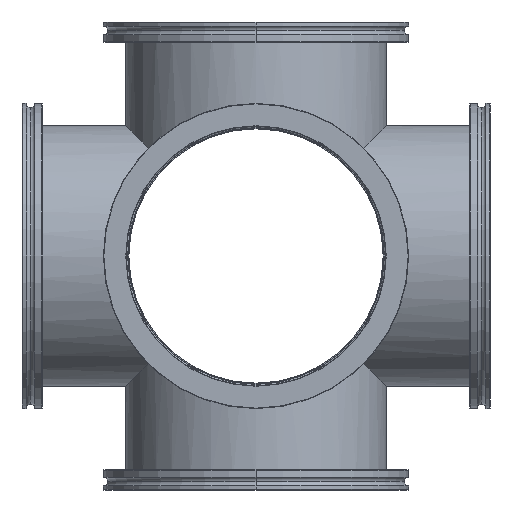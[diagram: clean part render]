
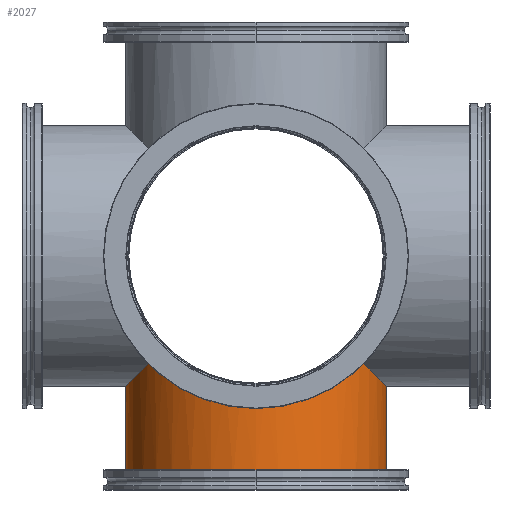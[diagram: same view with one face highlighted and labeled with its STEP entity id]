
A CAD part, front view. The second image highlights one B-rep face of the part: STEP entity #2027.
In plain terms, the highlighted cylindrical face has radius 77 mm (diameter 154 mm), a partial arc.
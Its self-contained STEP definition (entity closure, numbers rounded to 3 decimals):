
#27 = ORIENTED_EDGE ( 'NONE', *, *, #2336, .T. ) ;
#37 = CYLINDRICAL_SURFACE ( 'NONE', #545, 77. ) ;
#51 = VERTEX_POINT ( 'NONE', #884 ) ;
#84 = CARTESIAN_POINT ( 'NONE',  ( 39.814, -69.081, -69.081 ) ) ;
#142 = VERTEX_POINT ( 'NONE', #3004 ) ;
#181 = CARTESIAN_POINT ( 'NONE',  ( -39.814, -69.081, -69.081 ) ) ;
#183 = EDGE_CURVE ( 'NONE', #2144, #1562, #2499, .T. ) ;
#301 = CARTESIAN_POINT ( 'NONE',  ( 69.081, -39.814, -69.081 ) ) ;
#307 = CARTESIAN_POINT ( 'NONE',  ( 77., 0., -77. ) ) ;
#341 = CARTESIAN_POINT ( 'NONE',  ( 77., 0., 131.5 ) ) ;
#418 = CARTESIAN_POINT ( 'NONE',  ( -54.447, -54.447, -54.447 ) ) ;
#436 = DIRECTION ( 'NONE',  ( 0., 0., 1. ) ) ;
#500 = VERTEX_POINT ( 'NONE', #3209 ) ;
#518 = EDGE_CURVE ( 'NONE', #500, #1562, #2847, .T. ) ;
#545 = AXIS2_PLACEMENT_3D ( 'NONE', #2341, #2581, #1355 ) ;
#597 = EDGE_CURVE ( 'NONE', #2144, #51, #1837, .T. ) ;
#638 = CARTESIAN_POINT ( 'NONE',  ( -54.447, -54.447, -54.447 ) ) ;
#847 = AXIS2_PLACEMENT_3D ( 'NONE', #1931, #436, #2184 ) ;
#856 = CARTESIAN_POINT ( 'NONE',  ( 20.695, -77., -77. ) ) ;
#884 = CARTESIAN_POINT ( 'NONE',  ( -77., 0., -131.5 ) ) ;
#950 = CARTESIAN_POINT ( 'NONE',  ( -77., 0., -77. ) ) ;
#1000 = EDGE_CURVE ( 'NONE', #3069, #142, #2755, .T. ) ;
#1030 = DIRECTION ( 'NONE',  ( 0., 0., -1. ) ) ;
#1083 = CARTESIAN_POINT ( 'NONE',  ( 54.447, -54.447, -54.447 ) ) ;
#1125 = EDGE_LOOP ( 'NONE', ( #1791, #1941, #27, #1161, #2016, #1981, #1874 ) ) ;
#1161 = ORIENTED_EDGE ( 'NONE', *, *, #518, .T. ) ;
#1301 = CARTESIAN_POINT ( 'NONE',  ( 54.447, -54.447, -54.447 ) ) ;
#1355 = DIRECTION ( 'NONE',  ( -1., 0., 0. ) ) ;
#1411 = CARTESIAN_POINT ( 'NONE',  ( -77., -20.695, -77. ) ) ;
#1428 =( BOUNDED_CURVE ( )  B_SPLINE_CURVE ( 3, ( #1083, #84, #856, #2584 ),
 .UNSPECIFIED., .F., .F. ) 
 B_SPLINE_CURVE_WITH_KNOTS ( ( 4, 4 ),
 ( 5.498, 6.283 ),
 .UNSPECIFIED. ) 
 CURVE ( )  GEOMETRIC_REPRESENTATION_ITEM ( )  RATIONAL_B_SPLINE_CURVE ( ( 1., 0.949, 0.949, 1. ) ) 
 REPRESENTATION_ITEM ( '' )  );
#1513 = CIRCLE ( 'NONE', #847, 77. ) ;
#1562 = VERTEX_POINT ( 'NONE', #638 ) ;
#1689 = CARTESIAN_POINT ( 'NONE',  ( 0., -77., -77. ) ) ;
#1693 = CARTESIAN_POINT ( 'NONE',  ( -69.081, -39.814, -69.081 ) ) ;
#1701 = EDGE_CURVE ( 'NONE', #51, #142, #1513, .T. ) ;
#1711 = CARTESIAN_POINT ( 'NONE',  ( -20.695, -77., -77. ) ) ;
#1774 = VERTEX_POINT ( 'NONE', #2467 ) ;
#1791 = ORIENTED_EDGE ( 'NONE', *, *, #1000, .F. ) ;
#1809 = CARTESIAN_POINT ( 'NONE',  ( 77., -20.695, -77. ) ) ;
#1837 = LINE ( 'NONE', #2033, #2421 ) ;
#1874 = ORIENTED_EDGE ( 'NONE', *, *, #1701, .T. ) ;
#1931 = CARTESIAN_POINT ( 'NONE',  ( 0., 0., -131.5 ) ) ;
#1941 = ORIENTED_EDGE ( 'NONE', *, *, #2257, .F. ) ;
#1981 = ORIENTED_EDGE ( 'NONE', *, *, #597, .T. ) ;
#2003 =( BOUNDED_CURVE ( )  B_SPLINE_CURVE ( 3, ( #1301, #301, #1809, #307 ),
 .UNSPECIFIED., .F., .F. ) 
 B_SPLINE_CURVE_WITH_KNOTS ( ( 4, 4 ),
 ( 5.498, 6.283 ),
 .UNSPECIFIED. ) 
 CURVE ( )  GEOMETRIC_REPRESENTATION_ITEM ( )  RATIONAL_B_SPLINE_CURVE ( ( 1., 0.949, 0.949, 1. ) ) 
 REPRESENTATION_ITEM ( '' )  );
#2016 = ORIENTED_EDGE ( 'NONE', *, *, #183, .F. ) ;
#2027 = ADVANCED_FACE ( 'NONE', ( #2130 ), #37, .T. ) ;
#2033 = CARTESIAN_POINT ( 'NONE',  ( -77., 0., 131.5 ) ) ;
#2086 = VECTOR ( 'NONE', #2090, 1000. ) ;
#2090 = DIRECTION ( 'NONE',  ( 0., 0., -1. ) ) ;
#2130 = FACE_OUTER_BOUND ( 'NONE', #1125, .T. ) ;
#2144 = VERTEX_POINT ( 'NONE', #2741 ) ;
#2181 = CARTESIAN_POINT ( 'NONE',  ( -54.447, -54.447, -54.447 ) ) ;
#2184 = DIRECTION ( 'NONE',  ( 1., 0., 0. ) ) ;
#2257 = EDGE_CURVE ( 'NONE', #1774, #3069, #2003, .T. ) ;
#2336 = EDGE_CURVE ( 'NONE', #1774, #500, #1428, .T. ) ;
#2341 = CARTESIAN_POINT ( 'NONE',  ( 0., 0., 131.5 ) ) ;
#2421 = VECTOR ( 'NONE', #1030, 1000. ) ;
#2467 = CARTESIAN_POINT ( 'NONE',  ( 54.447, -54.447, -54.447 ) ) ;
#2499 =( BOUNDED_CURVE ( )  B_SPLINE_CURVE ( 3, ( #950, #1411, #1693, #418 ),
 .UNSPECIFIED., .F., .F. ) 
 B_SPLINE_CURVE_WITH_KNOTS ( ( 4, 4 ),
 ( 0., 0.785 ),
 .UNSPECIFIED. ) 
 CURVE ( )  GEOMETRIC_REPRESENTATION_ITEM ( )  RATIONAL_B_SPLINE_CURVE ( ( 1., 0.949, 0.949, 1. ) ) 
 REPRESENTATION_ITEM ( '' )  );
#2525 = CARTESIAN_POINT ( 'NONE',  ( 77., 0., -77. ) ) ;
#2581 = DIRECTION ( 'NONE',  ( 0., 0., -1. ) ) ;
#2584 = CARTESIAN_POINT ( 'NONE',  ( 0., -77., -77. ) ) ;
#2741 = CARTESIAN_POINT ( 'NONE',  ( -77., 0., -77. ) ) ;
#2755 = LINE ( 'NONE', #341, #2086 ) ;
#2847 =( BOUNDED_CURVE ( )  B_SPLINE_CURVE ( 3, ( #1689, #1711, #181, #2181 ),
 .UNSPECIFIED., .F., .T. ) 
 B_SPLINE_CURVE_WITH_KNOTS ( ( 4, 4 ),
 ( 0., 0.785 ),
 .UNSPECIFIED. ) 
 CURVE ( )  GEOMETRIC_REPRESENTATION_ITEM ( )  RATIONAL_B_SPLINE_CURVE ( ( 1., 0.949, 0.949, 1. ) ) 
 REPRESENTATION_ITEM ( '' )  );
#3004 = CARTESIAN_POINT ( 'NONE',  ( 77., 0., -131.5 ) ) ;
#3069 = VERTEX_POINT ( 'NONE', #2525 ) ;
#3209 = CARTESIAN_POINT ( 'NONE',  ( 0., -77., -77. ) ) ;
